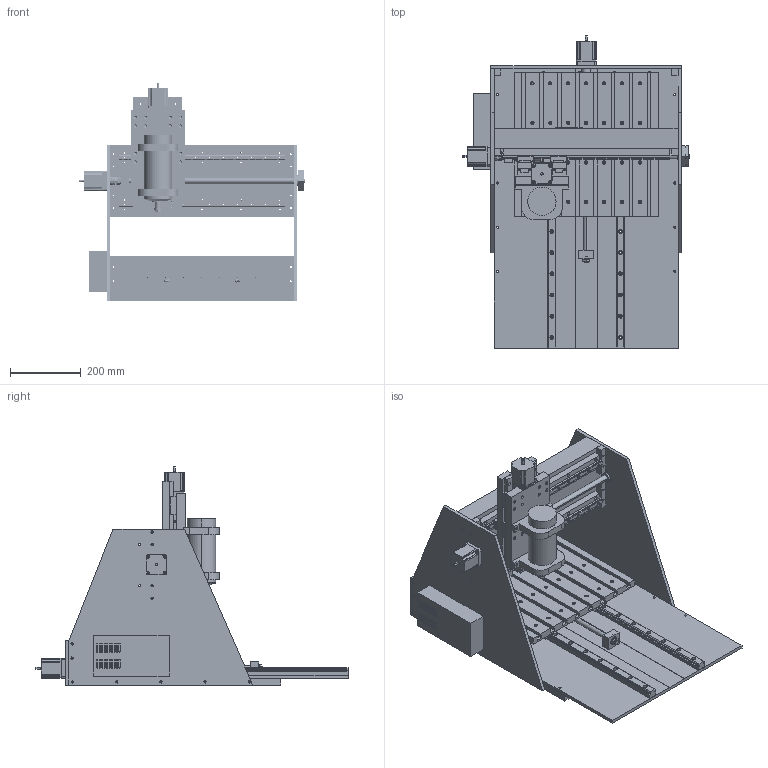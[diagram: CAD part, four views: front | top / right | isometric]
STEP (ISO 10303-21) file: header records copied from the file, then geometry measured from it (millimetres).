
FILE_DESCRIPTION(/* description */ (''),/* implementation_level */ '2;1');
FILE_NAME(/* name */ '201704~1',/* time_stamp */ '2017-04-30T11:25:14-05:00',/* author */ (''),/* organization */ (''),/* preprocessor_version */ 'ST-DEVELOPER v15',/* originating_system */ '',/* authorisation */ '');
FILE_SCHEMA (('AUTOMOTIVE_DESIGN'));
Products named in the file (1): Document
Bounding box: 642.54 x 883.23 x 617.7 mm (x, y, z)
Volume: 21853005.4 mm3; surface area: 4533518.9 mm2
Topology: 123 solids, 123 shells, 6031 faces, 15513 edges, 10219 vertices
Faces by surface type: bspline 3854, plane 2177
Entity records: 216719 total; most frequent: CARTESIAN_POINT 123555, ORIENTED_EDGE 30882, EDGE_CURVE 15441, VERTEX_POINT 10219, EDGE_LOOP 7910, B_SPLINE_CURVE_WITH_KNOTS 7769, ADVANCED_FACE 6031, FACE_OUTER_BOUND 6031
